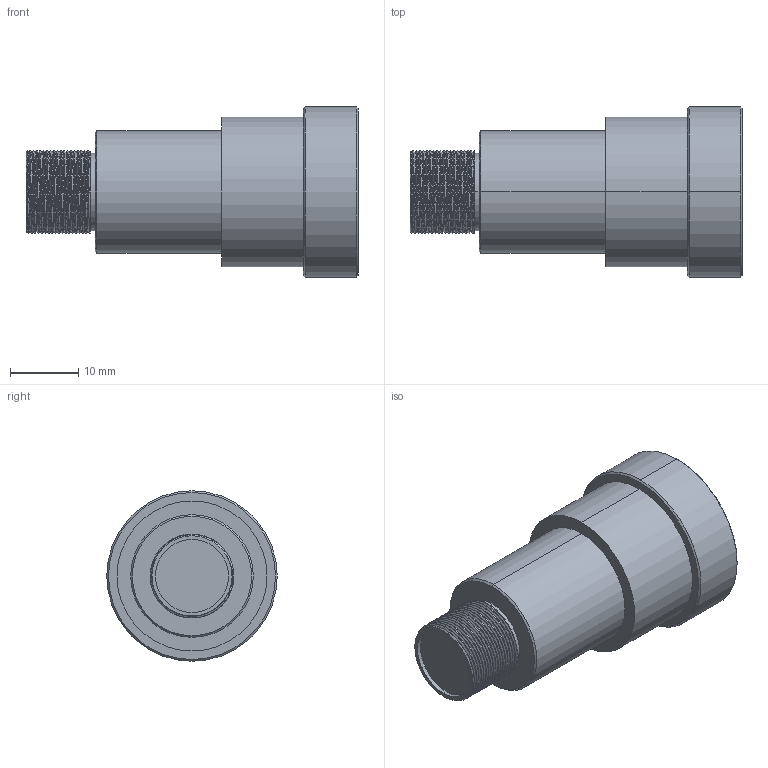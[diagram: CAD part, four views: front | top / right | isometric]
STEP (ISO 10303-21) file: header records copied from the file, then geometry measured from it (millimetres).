
FILE_DESCRIPTION(('Open CASCADE Model'),'2;1');
FILE_NAME('Open CASCADE Shape Model','2026-02-14T10:50:19',('Author'),( 'Open CASCADE'),'Open CASCADE STEP processor 7.7','Open CASCADE 7.7' ,'Unknown');
FILE_SCHEMA(('AUTOMOTIVE_DESIGN { 1 0 10303 214 1 1 1 1 }'));
Length unit declared in the file: millimetre
Products named in the file (2): Open CASCADE STEP translator 7.7 3; L049-50-m12
Assembly tree (1 placements, depth 2):
  Open CASCADE STEP translator 7.7 3
    L049-50-m12
Bounding box: 48.7 x 25 x 25 mm (x, y, z)
Volume: 13479.6 mm3; surface area: 4336.5 mm2
Topology: 1 solids, 1 shells, 89 faces, 221 edges, 145 vertices
Faces by surface type: cylinder 60, plane 13, cone 11, bspline 3, sphere 2
Entity records: 10297 total; most frequent: CARTESIAN_POINT 6160, DIRECTION 690, ORIENTED_EDGE 442, PCURVE 442, DEFINITIONAL_REPRESENTATION 442, LINE 369, VECTOR 369, EDGE_CURVE 221
